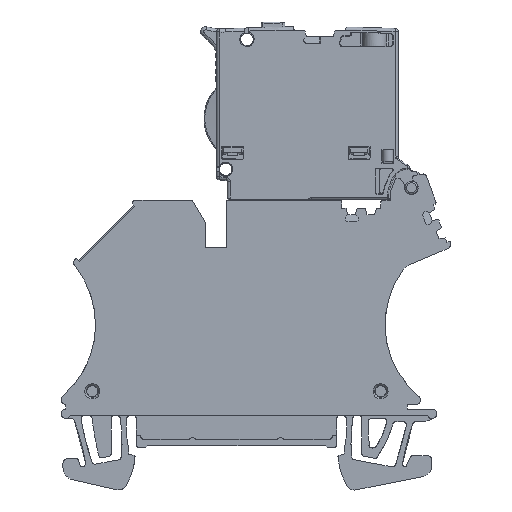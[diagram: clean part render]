
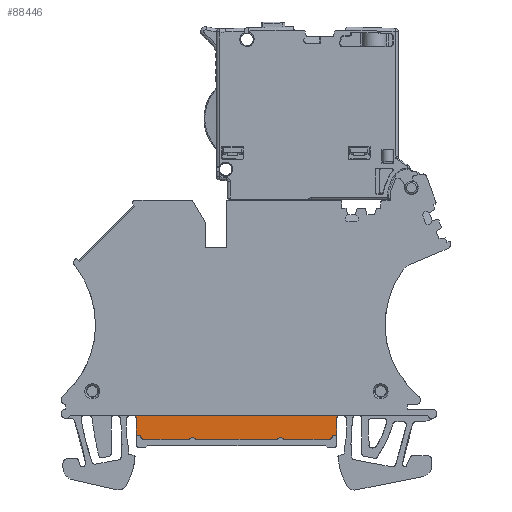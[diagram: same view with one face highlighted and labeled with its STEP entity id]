
A CAD part, left-side view. The second image highlights one B-rep face of the part: STEP entity #88446.
In plain terms, the highlighted planar face has unit normal (-1, 0, 0).
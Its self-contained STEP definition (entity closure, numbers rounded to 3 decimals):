
#88307=AXIS2_PLACEMENT_3D('Plane Axis2P3D',#88304,#88305,#88306) ;
#88320=AXIS2_PLACEMENT_3D('Circle Axis2P3D',#88318,#88319,$) ;
#88348=AXIS2_PLACEMENT_3D('Circle Axis2P3D',#88346,#88347,$) ;
#88353=AXIS2_PLACEMENT_3D('Circle Axis2P3D',#88351,#88352,$) ;
#88381=AXIS2_PLACEMENT_3D('Circle Axis2P3D',#88379,#88380,$) ;
#88395=AXIS2_PLACEMENT_3D('Circle Axis2P3D',#88393,#88394,$) ;
#88402=AXIS2_PLACEMENT_3D('Circle Axis2P3D',#88400,#88401,$) ;
#88416=AXIS2_PLACEMENT_3D('Circle Axis2P3D',#88414,#88415,$) ;
#88423=AXIS2_PLACEMENT_3D('Circle Axis2P3D',#88421,#88422,$) ;
#83115=CARTESIAN_POINT('Line Origine',(1.2,34.228,11.9)) ;
#83119=CARTESIAN_POINT('Vertex',(1.2,50.728,11.9)) ;
#83121=CARTESIAN_POINT('Vertex',(1.2,17.728,11.9)) ;
#88304=CARTESIAN_POINT('Axis2P3D Location',(1.2,39.453,11.9)) ;
#88309=CARTESIAN_POINT('Line Origine',(1.2,23.062,8.071)) ;
#88313=CARTESIAN_POINT('Vertex',(1.2,26.696,8.071)) ;
#88315=CARTESIAN_POINT('Vertex',(1.2,19.428,8.071)) ;
#88318=CARTESIAN_POINT('Axis2P3D Location',(1.2,19.428,8.55)) ;
#88322=CARTESIAN_POINT('Vertex',(1.2,18.949,8.55)) ;
#88325=CARTESIAN_POINT('Line Origine',(1.2,18.949,8.65)) ;
#88329=CARTESIAN_POINT('Vertex',(1.2,18.949,8.75)) ;
#88332=CARTESIAN_POINT('Line Origine',(1.2,18.588,8.75)) ;
#88336=CARTESIAN_POINT('Vertex',(1.2,18.228,8.75)) ;
#88339=CARTESIAN_POINT('Line Origine',(1.2,18.228,10.075)) ;
#88343=CARTESIAN_POINT('Vertex',(1.2,18.228,11.4)) ;
#88346=CARTESIAN_POINT('Axis2P3D Location',(1.2,17.728,11.4)) ;
#88351=CARTESIAN_POINT('Axis2P3D Location',(1.2,50.728,11.4)) ;
#88355=CARTESIAN_POINT('Vertex',(1.2,50.228,11.4)) ;
#88358=CARTESIAN_POINT('Line Origine',(1.2,50.228,10.075)) ;
#88362=CARTESIAN_POINT('Vertex',(1.2,50.228,8.75)) ;
#88365=CARTESIAN_POINT('Line Origine',(1.2,49.868,8.75)) ;
#88369=CARTESIAN_POINT('Vertex',(1.2,49.507,8.75)) ;
#88372=CARTESIAN_POINT('Line Origine',(1.2,49.507,8.65)) ;
#88376=CARTESIAN_POINT('Vertex',(1.2,49.507,8.55)) ;
#88379=CARTESIAN_POINT('Axis2P3D Location',(1.2,49.028,8.55)) ;
#88383=CARTESIAN_POINT('Vertex',(1.2,49.028,8.071)) ;
#88386=CARTESIAN_POINT('Line Origine',(1.2,45.394,8.071)) ;
#88390=CARTESIAN_POINT('Vertex',(1.2,41.76,8.071)) ;
#88393=CARTESIAN_POINT('Axis2P3D Location',(1.2,41.228,7.75)) ;
#88397=CARTESIAN_POINT('Vertex',(1.2,41.228,8.371)) ;
#88400=CARTESIAN_POINT('Axis2P3D Location',(1.2,41.228,7.75)) ;
#88404=CARTESIAN_POINT('Vertex',(1.2,40.696,8.071)) ;
#88407=CARTESIAN_POINT('Line Origine',(1.2,34.228,8.071)) ;
#88411=CARTESIAN_POINT('Vertex',(1.2,27.76,8.071)) ;
#88414=CARTESIAN_POINT('Axis2P3D Location',(1.2,27.228,7.75)) ;
#88418=CARTESIAN_POINT('Vertex',(1.2,27.228,8.371)) ;
#88421=CARTESIAN_POINT('Axis2P3D Location',(1.2,27.228,7.75)) ;
#83116=DIRECTION('Vector Direction',(0.,-1.,0.)) ;
#88305=DIRECTION('Axis2P3D Direction',(-1.,0.,0.)) ;
#88306=DIRECTION('Axis2P3D XDirection',(0.,0.,1.)) ;
#88310=DIRECTION('Vector Direction',(0.,-1.,0.)) ;
#88319=DIRECTION('Axis2P3D Direction',(-1.,0.,0.)) ;
#88326=DIRECTION('Vector Direction',(0.,0.,-1.)) ;
#88333=DIRECTION('Vector Direction',(0.,-1.,0.)) ;
#88340=DIRECTION('Vector Direction',(0.,0.,1.)) ;
#88347=DIRECTION('Axis2P3D Direction',(-1.,0.,0.)) ;
#88352=DIRECTION('Axis2P3D Direction',(-1.,0.,0.)) ;
#88359=DIRECTION('Vector Direction',(0.,0.,1.)) ;
#88366=DIRECTION('Vector Direction',(0.,1.,0.)) ;
#88373=DIRECTION('Vector Direction',(0.,0.,1.)) ;
#88380=DIRECTION('Axis2P3D Direction',(-1.,0.,0.)) ;
#88387=DIRECTION('Vector Direction',(0.,-1.,0.)) ;
#88394=DIRECTION('Axis2P3D Direction',(-1.,0.,0.)) ;
#88401=DIRECTION('Axis2P3D Direction',(-1.,0.,0.)) ;
#88408=DIRECTION('Vector Direction',(0.,-1.,0.)) ;
#88415=DIRECTION('Axis2P3D Direction',(-1.,0.,0.)) ;
#88422=DIRECTION('Axis2P3D Direction',(-1.,0.,0.)) ;
#83117=VECTOR('Line Direction',#83116,1.) ;
#88311=VECTOR('Line Direction',#88310,1.) ;
#88327=VECTOR('Line Direction',#88326,1.) ;
#88334=VECTOR('Line Direction',#88333,1.) ;
#88341=VECTOR('Line Direction',#88340,1.) ;
#88360=VECTOR('Line Direction',#88359,1.) ;
#88367=VECTOR('Line Direction',#88366,1.) ;
#88374=VECTOR('Line Direction',#88373,1.) ;
#88388=VECTOR('Line Direction',#88387,1.) ;
#88409=VECTOR('Line Direction',#88408,1.) ;
#88427=ORIENTED_EDGE('',*,*,#88317,.T.) ;
#88428=ORIENTED_EDGE('',*,*,#88324,.T.) ;
#88429=ORIENTED_EDGE('',*,*,#88331,.F.) ;
#88430=ORIENTED_EDGE('',*,*,#88338,.F.) ;
#88431=ORIENTED_EDGE('',*,*,#88345,.T.) ;
#88432=ORIENTED_EDGE('',*,*,#88350,.T.) ;
#88433=ORIENTED_EDGE('',*,*,#83123,.F.) ;
#88434=ORIENTED_EDGE('',*,*,#88357,.T.) ;
#88435=ORIENTED_EDGE('',*,*,#88364,.F.) ;
#88436=ORIENTED_EDGE('',*,*,#88371,.F.) ;
#88437=ORIENTED_EDGE('',*,*,#88378,.F.) ;
#88438=ORIENTED_EDGE('',*,*,#88385,.T.) ;
#88439=ORIENTED_EDGE('',*,*,#88392,.T.) ;
#88440=ORIENTED_EDGE('',*,*,#88399,.F.) ;
#88441=ORIENTED_EDGE('',*,*,#88406,.F.) ;
#88442=ORIENTED_EDGE('',*,*,#88413,.T.) ;
#88443=ORIENTED_EDGE('',*,*,#88420,.F.) ;
#88444=ORIENTED_EDGE('',*,*,#88425,.F.) ;
#88446=ADVANCED_FACE('Brep With Voids',(#88445),#88308,.T.) ;
#88321=CIRCLE('generated circle',#88320,0.479) ;
#88349=CIRCLE('generated circle',#88348,0.5) ;
#88354=CIRCLE('generated circle',#88353,0.5) ;
#88382=CIRCLE('generated circle',#88381,0.479) ;
#88396=CIRCLE('generated circle',#88395,0.621) ;
#88403=CIRCLE('generated circle',#88402,0.621) ;
#88417=CIRCLE('generated circle',#88416,0.621) ;
#88424=CIRCLE('generated circle',#88423,0.621) ;
#83123=EDGE_CURVE('',#83120,#83122,#83118,.T.) ;
#88317=EDGE_CURVE('',#88314,#88316,#88312,.T.) ;
#88324=EDGE_CURVE('',#88316,#88323,#88321,.T.) ;
#88331=EDGE_CURVE('',#88330,#88323,#88328,.T.) ;
#88338=EDGE_CURVE('',#88337,#88330,#88335,.F.) ;
#88345=EDGE_CURVE('',#88337,#88344,#88342,.T.) ;
#88350=EDGE_CURVE('',#88344,#83122,#88349,.F.) ;
#88357=EDGE_CURVE('',#83120,#88356,#88354,.F.) ;
#88364=EDGE_CURVE('',#88363,#88356,#88361,.T.) ;
#88371=EDGE_CURVE('',#88370,#88363,#88368,.T.) ;
#88378=EDGE_CURVE('',#88377,#88370,#88375,.T.) ;
#88385=EDGE_CURVE('',#88377,#88384,#88382,.T.) ;
#88392=EDGE_CURVE('',#88384,#88391,#88389,.T.) ;
#88399=EDGE_CURVE('',#88398,#88391,#88396,.T.) ;
#88406=EDGE_CURVE('',#88405,#88398,#88403,.T.) ;
#88413=EDGE_CURVE('',#88405,#88412,#88410,.T.) ;
#88420=EDGE_CURVE('',#88419,#88412,#88417,.T.) ;
#88425=EDGE_CURVE('',#88314,#88419,#88424,.T.) ;
#88426=EDGE_LOOP('',(#88427,#88428,#88429,#88430,#88431,#88432,#88433,#88434,#88435,#88436,#88437,#88438,#88439,#88440,#88441,#88442,#88443,#88444)) ;
#88445=FACE_OUTER_BOUND('',#88426,.T.) ;
#83118=LINE('Line',#83115,#83117) ;
#88312=LINE('Line',#88309,#88311) ;
#88328=LINE('Line',#88325,#88327) ;
#88335=LINE('Line',#88332,#88334) ;
#88342=LINE('Line',#88339,#88341) ;
#88361=LINE('Line',#88358,#88360) ;
#88368=LINE('Line',#88365,#88367) ;
#88375=LINE('Line',#88372,#88374) ;
#88389=LINE('Line',#88386,#88388) ;
#88410=LINE('Line',#88407,#88409) ;
#88308=PLANE('',#88307) ;
#83120=VERTEX_POINT('',#83119) ;
#83122=VERTEX_POINT('',#83121) ;
#88314=VERTEX_POINT('',#88313) ;
#88316=VERTEX_POINT('',#88315) ;
#88323=VERTEX_POINT('',#88322) ;
#88330=VERTEX_POINT('',#88329) ;
#88337=VERTEX_POINT('',#88336) ;
#88344=VERTEX_POINT('',#88343) ;
#88356=VERTEX_POINT('',#88355) ;
#88363=VERTEX_POINT('',#88362) ;
#88370=VERTEX_POINT('',#88369) ;
#88377=VERTEX_POINT('',#88376) ;
#88384=VERTEX_POINT('',#88383) ;
#88391=VERTEX_POINT('',#88390) ;
#88398=VERTEX_POINT('',#88397) ;
#88405=VERTEX_POINT('',#88404) ;
#88412=VERTEX_POINT('',#88411) ;
#88419=VERTEX_POINT('',#88418) ;
